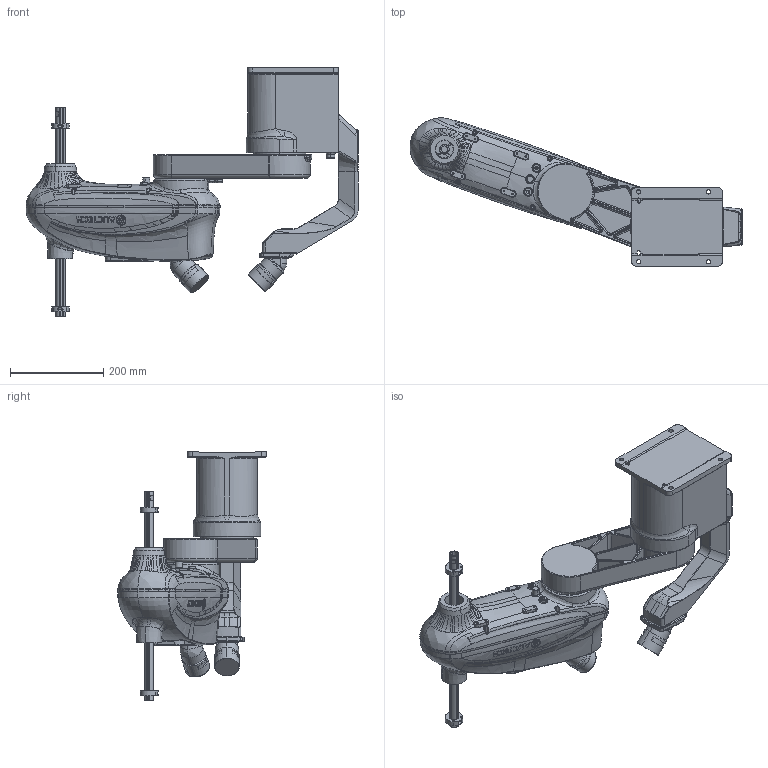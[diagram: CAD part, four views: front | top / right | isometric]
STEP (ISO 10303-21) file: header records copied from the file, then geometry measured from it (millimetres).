
FILE_DESCRIPTION (( 'STEP AP214' ), '1' );
FILE_NAME ('BR-06SC-500.STEP', '2024-03-26T09:05:48', ( '' ), ( '' ), 'SwSTEP 2.0', 'SolidWorks 2018', '' );
FILE_SCHEMA (( 'AUTOMOTIVE_DESIGN' ));
Length unit declared in the file: millimetre
Products named in the file (9): MR06SC-500.sldasm-Part-4^BR-06SC-500(2)_BR-06SC-500; MR06SC-500.sldasm-Part-3^BR-06SC-500(2)_BR-06SC-500; MR06SC-500.sldasm-Part-2^BR-06SC-500(2)_BR-06SC-500; MR06SC-500.sldasm-Part-5^BR-06SC-500(2)_BR-06SC-500; BR-06SC-500(2)^BR-06SC-500; BR-06SC-500; MR06SC-500.sldasm-Part-1^BR-06SC-500(2)_BR-06SC-500; MR06SC-500.sldasm-Part-6^BR-06SC-500(2)_BR-06SC-500; MR06SC-500.sldasm-Part-7^BR-06SC-500(2)_BR-06SC-500
Assembly tree (8 placements, depth 3):
  BR-06SC-500
    BR-06SC-500(2)^BR-06SC-500
      MR06SC-500.sldasm-Part-1^BR-06SC-500(2)_BR-06SC-500
      MR06SC-500.sldasm-Part-2^BR-06SC-500(2)_BR-06SC-500
      MR06SC-500.sldasm-Part-3^BR-06SC-500(2)_BR-06SC-500
      MR06SC-500.sldasm-Part-4^BR-06SC-500(2)_BR-06SC-500
      MR06SC-500.sldasm-Part-5^BR-06SC-500(2)_BR-06SC-500
      MR06SC-500.sldasm-Part-6^BR-06SC-500(2)_BR-06SC-500
      MR06SC-500.sldasm-Part-7^BR-06SC-500(2)_BR-06SC-500
Bounding box: 713.17 x 319.2 x 535.15 mm (x, y, z)
Volume: 14548943.1 mm3; surface area: 791335.3 mm2
Topology: 7 solids, 7 shells, 1416 faces, 4272 edges, 2902 vertices
Faces by surface type: bspline 555, cylinder 357, plane 242, torus 122, cone 113, sphere 27
Entity records: 185582 total; most frequent: CARTESIAN_POINT 151436, ORIENTED_EDGE 8454, DIRECTION 4791, EDGE_CURVE 4227, VERTEX_POINT 2902, B_SPLINE_CURVE_WITH_KNOTS 2120, AXIS2_PLACEMENT_3D 1929, EDGE_LOOP 1523
